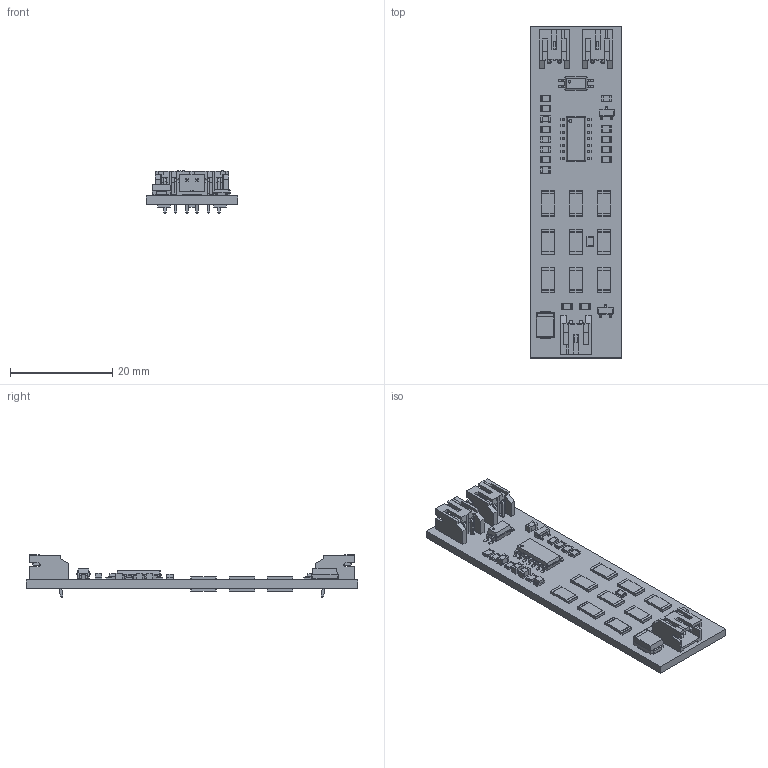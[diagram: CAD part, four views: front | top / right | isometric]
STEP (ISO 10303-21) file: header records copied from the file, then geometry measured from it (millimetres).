
FILE_DESCRIPTION(('KiCad electronic assembly'),'2;1');
FILE_NAME('aquabotsBMSModule.step','2021-05-27T11:17:41',('An Author'),( 'A Company'),'Open CASCADE STEP processor 6.9', 'KiCad to STEP converter','Unknown');
FILE_SCHEMA(('AUTOMOTIVE_DESIGN { 1 0 10303 214 1 1 1 1 }'));
Length unit declared in the file: millimetre
Products named in the file (20): Open CASCADE STEP translator 6.9 1; R_0805_2012Metric; SOLID; SOP-4_4.4x2.6mm_P1.27mm; JST_PH_S2B-PH-K_1x02_P2.00mm_Horizontal; R_2010_5025Metric; SOT-23; LED_0805_2012Metric; D_SMB; C_0805_2012Metric; SOIC-14_3.9x8.7mm_P1.27mm; COMPOUND
Assembly tree (52 placements, depth 3):
  Open CASCADE STEP translator 6.9 1
    R_0805_2012Metric  x11
      SOLID
    SOP-4_4.4x2.6mm_P1.27mm
      SOLID
    JST_PH_S2B-PH-K_1x02_P2.00mm_Horizontal  x3
      SOLID
    R_2010_5025Metric  x18
      SOLID
    SOT-23  x2
      SOLID
    LED_0805_2012Metric
      SOLID
    D_SMB
      SOLID
    C_0805_2012Metric  x4
      SOLID
    SOIC-14_3.9x8.7mm_P1.27mm
      SOLID
    COMPOUND
Bounding box: 18 x 65 x 8.25 mm (x, y, z)
Volume: 2434.8 mm3; surface area: 4653.7 mm2
Topology: 43 solids, 43 shells, 1793 faces, 4713 edges, 3018 vertices
Faces by surface type: plane 1249, cylinder 414, bspline 130
Full cylindrical faces by diameter (mm): 0.5 x1, 0.6 x1, 0.75 x6
Entity records: 51354 total; most frequent: CARTESIAN_POINT 9205, DIRECTION 6688, LINE 4678, VECTOR 4678, ORIENTED_EDGE 3714, PCURVE 3714, DEFINITIONAL_REPRESENTATION 3714, EDGE_CURVE 1857
